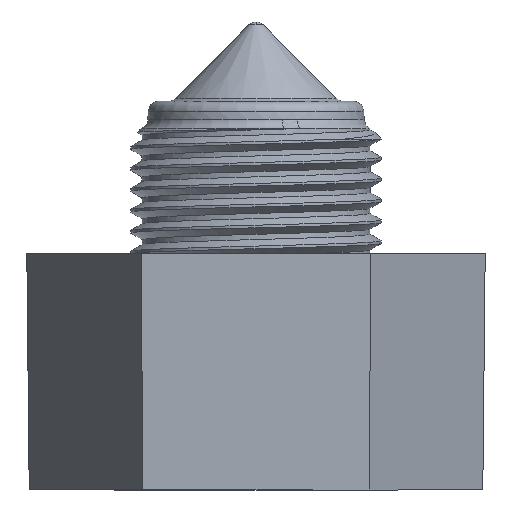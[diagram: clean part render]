
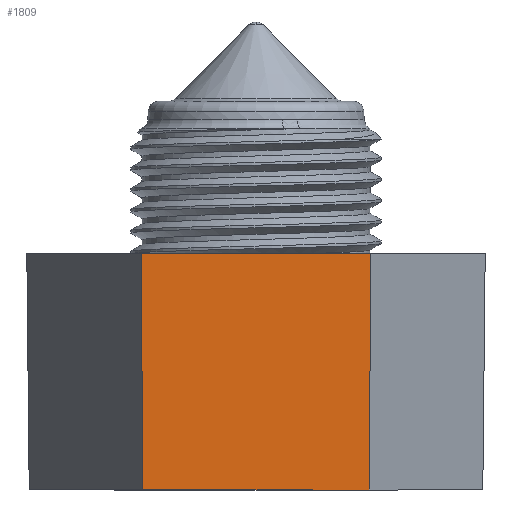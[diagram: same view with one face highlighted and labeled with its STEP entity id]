
A CAD part, front view. The second image highlights one B-rep face of the part: STEP entity #1809.
In plain terms, the highlighted planar face has unit normal (0, -1, -0.009).
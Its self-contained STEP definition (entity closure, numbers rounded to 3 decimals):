
#38 = EDGE_CURVE ( 'NONE', #459, #2814, #53, .T. ) ;
#51 = ORIENTED_EDGE ( 'NONE', *, *, #1375, .F. ) ;
#53 = LINE ( 'NONE', #562, #814 ) ;
#100 = CARTESIAN_POINT ( 'NONE',  ( -5.485, -9.5, -6. ) ) ;
#127 = ORIENTED_EDGE ( 'NONE', *, *, #38, .T. ) ;
#138 = LINE ( 'NONE', #512, #2718 ) ;
#178 = DIRECTION ( 'NONE',  ( 0., -1., -0.009 ) ) ;
#273 = PLANE ( 'NONE',  #2806 ) ;
#365 = EDGE_LOOP ( 'NONE', ( #51, #127, #985, #510 ) ) ;
#458 = EDGE_CURVE ( 'NONE', #1079, #2463, #1696, .T. ) ;
#459 = VERTEX_POINT ( 'NONE', #2431 ) ;
#510 = ORIENTED_EDGE ( 'NONE', *, *, #458, .F. ) ;
#512 = CARTESIAN_POINT ( 'NONE',  ( 5.485, -9.5, -6.055 ) ) ;
#562 = CARTESIAN_POINT ( 'NONE',  ( -5.485, -9.401, -17.3 ) ) ;
#676 = DIRECTION ( 'NONE',  ( -0.005, -0.009, 1. ) ) ;
#784 = DIRECTION ( 'NONE',  ( 1., 0., 0. ) ) ;
#814 = VECTOR ( 'NONE', #784, 1000. ) ;
#860 = DIRECTION ( 'NONE',  ( 0.005, -0.009, 1. ) ) ;
#985 = ORIENTED_EDGE ( 'NONE', *, *, #2567, .T. ) ;
#1079 = VERTEX_POINT ( 'NONE', #1993 ) ;
#1349 = VECTOR ( 'NONE', #676, 1000. ) ;
#1375 = EDGE_CURVE ( 'NONE', #459, #1079, #1911, .T. ) ;
#1407 = FACE_OUTER_BOUND ( 'NONE', #365, .T. ) ;
#1638 = CARTESIAN_POINT ( 'NONE',  ( -5.485, -9.5, -6. ) ) ;
#1696 = LINE ( 'NONE', #100, #2771 ) ;
#1809 = ADVANCED_FACE ( 'NONE', ( #1407 ), #273, .T. ) ;
#1911 = LINE ( 'NONE', #2540, #1349 ) ;
#1914 = CARTESIAN_POINT ( 'NONE',  ( 5.428, -9.401, -17.3 ) ) ;
#1993 = CARTESIAN_POINT ( 'NONE',  ( -5.485, -9.5, -6. ) ) ;
#2004 = DIRECTION ( 'NONE',  ( 0., 0.009, -1. ) ) ;
#2083 = DIRECTION ( 'NONE',  ( 1., 0., 0. ) ) ;
#2431 = CARTESIAN_POINT ( 'NONE',  ( -5.428, -9.401, -17.3 ) ) ;
#2463 = VERTEX_POINT ( 'NONE', #2466 ) ;
#2466 = CARTESIAN_POINT ( 'NONE',  ( 5.485, -9.5, -6. ) ) ;
#2540 = CARTESIAN_POINT ( 'NONE',  ( -5.485, -9.5, -6.055 ) ) ;
#2567 = EDGE_CURVE ( 'NONE', #2814, #2463, #138, .T. ) ;
#2718 = VECTOR ( 'NONE', #860, 1000. ) ;
#2771 = VECTOR ( 'NONE', #2083, 1000. ) ;
#2806 = AXIS2_PLACEMENT_3D ( 'NONE', #1638, #178, #2004 ) ;
#2814 = VERTEX_POINT ( 'NONE', #1914 ) ;
